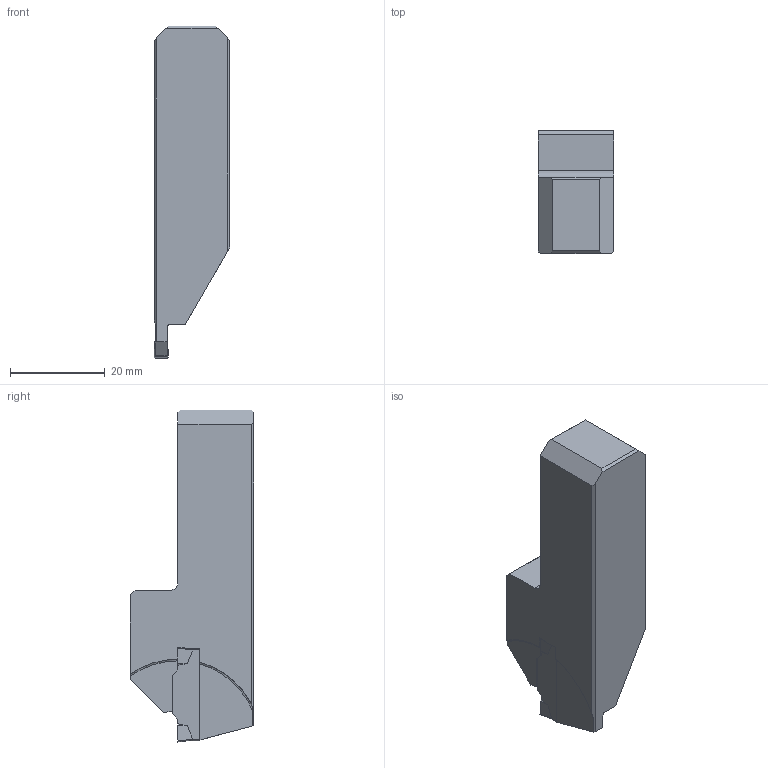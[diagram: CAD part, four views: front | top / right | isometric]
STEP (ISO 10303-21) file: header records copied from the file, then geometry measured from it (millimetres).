
FILE_DESCRIPTION(/* description */ (''),/* implementation_level */ '2;1');
FILE_NAME(/* name */ '1548730632786.stp',/* time_stamp */ '2019-01-29T08:27:35+06:00',/* author */ (''),/* organization */ ('SMS'),/* preprocessor_version */ 'ST-DEVELOPER v15',/* originating_system */ 'SIEMENS PLM Software NX 8.5',/* authorisation */ '');
FILE_SCHEMA (('AUTOMOTIVE_DESIGN { 1 0 10303 214 3 1 1 1 }'));
Length unit declared in the file: millimetre
Products named in the file (4): ASSEMBLY_CONSTRUCTION; 201539464mod000_00; 201731311mod000_00; 201731309mod000_00
Assembly tree (3 placements, depth 2):
  201731309mod000_00
    201731311mod000_00
    201539464mod000_00
    ASSEMBLY_CONSTRUCTION
Bounding box: 15.97 x 26 x 70 mm (x, y, z)
Volume: 16633.2 mm3; surface area: 5361.5 mm2
Topology: 2 solids, 3 shells, 65 faces, 181 edges, 127 vertices
Faces by surface type: plane 44, bspline 7, cylinder 6, extrusion 4, torus 3, cone 1
Entity records: 2488 total; most frequent: CARTESIAN_POINT 727, ORIENTED_EDGE 356, DIRECTION 295, EDGE_CURVE 178, VECTOR 123, VERTEX_POINT 120, LINE 119, AXIS2_PLACEMENT_3D 86
